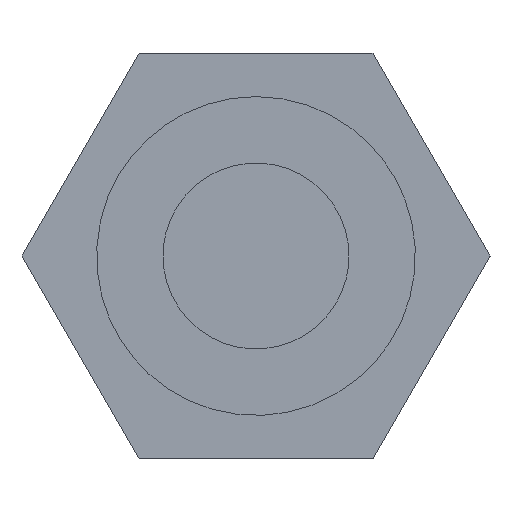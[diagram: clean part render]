
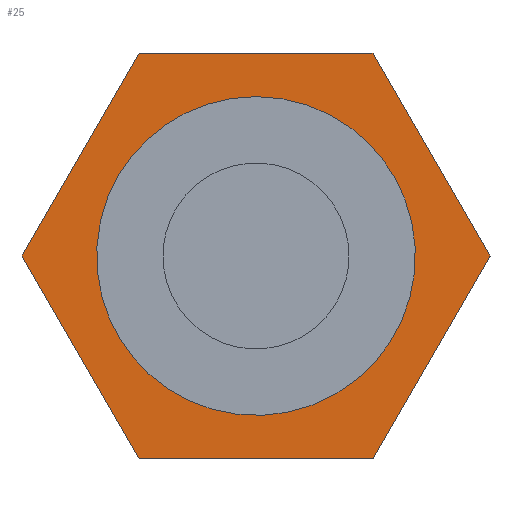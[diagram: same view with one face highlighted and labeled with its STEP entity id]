
A CAD part, left-side view. The second image highlights one B-rep face of the part: STEP entity #25.
In plain terms, the highlighted planar face has unit normal (-1, 0, 0).
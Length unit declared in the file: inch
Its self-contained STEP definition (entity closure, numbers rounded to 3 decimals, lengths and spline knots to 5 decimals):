
#15=FACE_BOUND('',#62,.T.);
#25=ADVANCED_FACE('',(#43,#15),#262,.T.);
#43=FACE_OUTER_BOUND('',#61,.T.);
#61=EDGE_LOOP('',(#101,#102,#103,#104,#105,#106));
#62=EDGE_LOOP('',(#107));
#101=ORIENTED_EDGE('',*,*,#167,.F.);
#102=ORIENTED_EDGE('',*,*,#164,.F.);
#103=ORIENTED_EDGE('',*,*,#161,.F.);
#104=ORIENTED_EDGE('',*,*,#158,.F.);
#105=ORIENTED_EDGE('',*,*,#155,.F.);
#106=ORIENTED_EDGE('',*,*,#151,.F.);
#107=ORIENTED_EDGE('',*,*,#169,.T.);
#151=EDGE_CURVE('',#225,#226,#203,.T.);
#155=EDGE_CURVE('',#226,#229,#207,.T.);
#158=EDGE_CURVE('',#229,#231,#210,.T.);
#161=EDGE_CURVE('',#231,#233,#213,.T.);
#164=EDGE_CURVE('',#233,#235,#216,.T.);
#167=EDGE_CURVE('',#235,#225,#219,.T.);
#169=EDGE_CURVE('',#238,#238,#188,.T.);
#188=(
BOUNDED_CURVE()
B_SPLINE_CURVE(2,(#454,#455,#456,#457,#458,#459,#460,#461,#462),
 .UNSPECIFIED.,.T.,.F.)
B_SPLINE_CURVE_WITH_KNOTS((3,2,2,2,3),(0.,2.94193,5.88387,
8.8258,11.76774),.UNSPECIFIED.)
CURVE()
GEOMETRIC_REPRESENTATION_ITEM()
RATIONAL_B_SPLINE_CURVE((1.,0.707,1.,0.707,1.,0.707,
1.,0.707,1.))
REPRESENTATION_ITEM('')
);
#203=B_SPLINE_CURVE_WITH_KNOTS('',1,(#418,#419),.UNSPECIFIED.,.F.,.F.,(2,
2),(0.,2.74963),.UNSPECIFIED.);
#207=B_SPLINE_CURVE_WITH_KNOTS('',1,(#426,#427),.UNSPECIFIED.,.F.,.F.,(2,
2),(2.74963,5.49926),.UNSPECIFIED.);
#210=B_SPLINE_CURVE_WITH_KNOTS('',1,(#432,#433),.UNSPECIFIED.,.F.,.F.,(2,
2),(5.49926,8.24889),.UNSPECIFIED.);
#213=B_SPLINE_CURVE_WITH_KNOTS('',1,(#438,#439),.UNSPECIFIED.,.F.,.F.,(2,
2),(8.24889,10.99852),.UNSPECIFIED.);
#216=B_SPLINE_CURVE_WITH_KNOTS('',1,(#444,#445),.UNSPECIFIED.,.F.,.F.,(2,
2),(10.99852,13.74815),.UNSPECIFIED.);
#219=B_SPLINE_CURVE_WITH_KNOTS('',1,(#450,#451),.UNSPECIFIED.,.F.,.F.,(2,
2),(13.74815,16.49778),.UNSPECIFIED.);
#225=VERTEX_POINT('',#393);
#226=VERTEX_POINT('',#394);
#229=VERTEX_POINT('',#397);
#231=VERTEX_POINT('',#399);
#233=VERTEX_POINT('',#401);
#235=VERTEX_POINT('',#403);
#238=VERTEX_POINT('',#406);
#262=PLANE('',#297);
#297=AXIS2_PLACEMENT_3D('',#327,#312,$);
#312=DIRECTION('',(-1.,0.,0.));
#327=CARTESIAN_POINT('',(0.,-0.13532,0.11719));
#393=CARTESIAN_POINT('',(0.,0.05413,0.09375));
#394=CARTESIAN_POINT('',(0.,-0.05413,0.09375));
#397=CARTESIAN_POINT('',(0.,-0.10825,0.));
#399=CARTESIAN_POINT('',(0.,-0.05413,-0.09375));
#401=CARTESIAN_POINT('',(0.,0.05413,-0.09375));
#403=CARTESIAN_POINT('',(0.,0.10825,0.));
#406=CARTESIAN_POINT('',(0.,-0.04704,-0.05678));
#418=CARTESIAN_POINT('',(0.,0.05413,0.09375));
#419=CARTESIAN_POINT('',(0.,-0.05413,0.09375));
#426=CARTESIAN_POINT('',(0.,-0.05413,0.09375));
#427=CARTESIAN_POINT('',(0.,-0.10825,0.));
#432=CARTESIAN_POINT('',(0.,-0.10825,0.));
#433=CARTESIAN_POINT('',(0.,-0.05413,-0.09375));
#438=CARTESIAN_POINT('',(0.,-0.05413,-0.09375));
#439=CARTESIAN_POINT('',(0.,0.05413,-0.09375));
#444=CARTESIAN_POINT('',(0.,0.05413,-0.09375));
#445=CARTESIAN_POINT('',(0.,0.10825,0.));
#450=CARTESIAN_POINT('',(0.,0.10825,0.));
#451=CARTESIAN_POINT('',(0.,0.05413,0.09375));
#454=CARTESIAN_POINT('',(0.,-0.04704,-0.05678));
#455=CARTESIAN_POINT('',(0.,0.00974,-0.10382));
#456=CARTESIAN_POINT('',(0.,0.05678,-0.04704));
#457=CARTESIAN_POINT('',(0.,0.10382,0.00974));
#458=CARTESIAN_POINT('',(0.,0.04704,0.05678));
#459=CARTESIAN_POINT('',(0.,-0.00974,0.10382));
#460=CARTESIAN_POINT('',(0.,-0.05678,0.04704));
#461=CARTESIAN_POINT('',(0.,-0.10382,-0.00974));
#462=CARTESIAN_POINT('',(0.,-0.04704,-0.05678));
